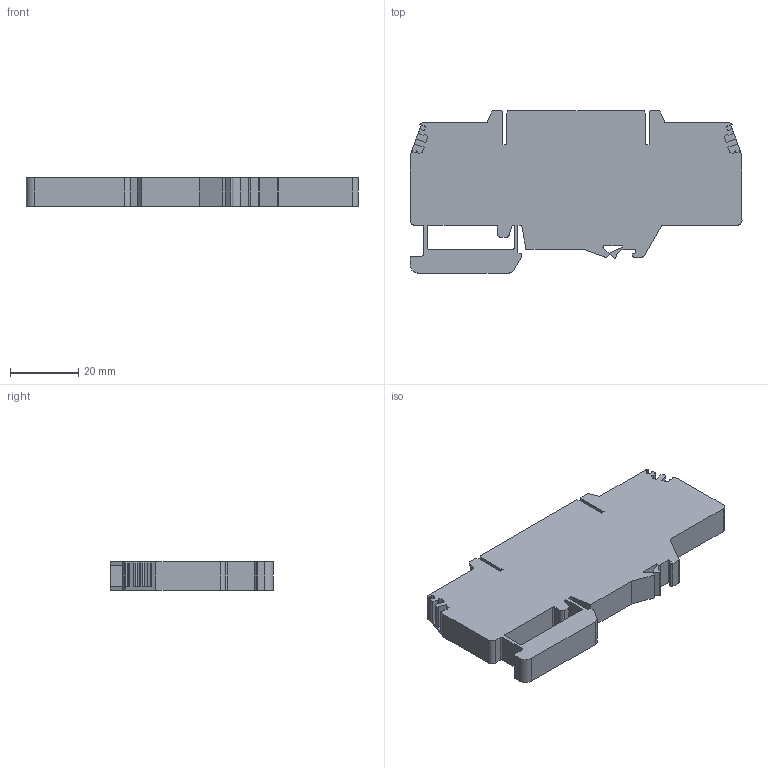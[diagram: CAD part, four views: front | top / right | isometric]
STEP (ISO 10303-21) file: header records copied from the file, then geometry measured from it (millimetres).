
FILE_DESCRIPTION(('Creo Elements/Direct Modeling STEP Export'),'2;1');
FILE_NAME('HSCB.6.stp','2015-01-28T 8:44:33',(''),(''),'PTC Creo Elements/Direct Modeling STEP processor for AP214 (Solid Model)','PTC Creo Elements/Direct Modeling 19.0A 04-Oct-2014 (C) Parametric Technology GmbH','');
FILE_SCHEMA(('AUTOMOTIVE_DESIGN { 1 0 10303 214 1 1 1 1 }'));
Length unit declared in the file: millimetre
Products named in the file (1): HSCB.6
Bounding box: 97.2 x 47.5 x 8.2 mm (x, y, z)
Volume: 27245.4 mm3; surface area: 11720.9 mm2
Topology: 1 solids, 1 shells, 188 faces, 536 edges, 358 vertices
Faces by surface type: plane 138, cylinder 50
Entity records: 6049 total; most frequent: ORIENTED_EDGE 1072, CARTESIAN_POINT 1059, DIRECTION 977, EDGE_CURVE 536, VECTOR 425, LINE 425, VERTEX_POINT 358, AXIS2_PLACEMENT_3D 276
